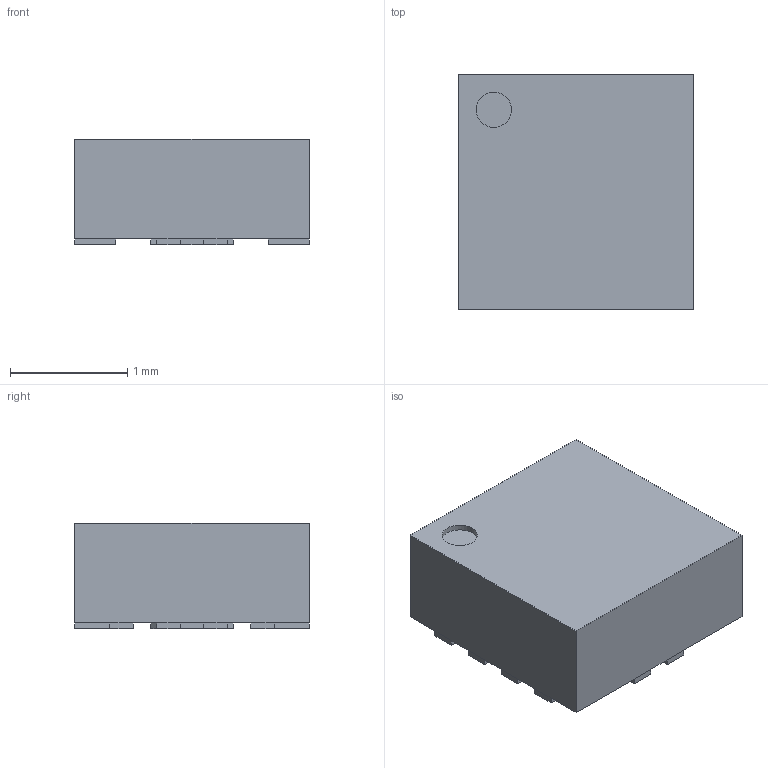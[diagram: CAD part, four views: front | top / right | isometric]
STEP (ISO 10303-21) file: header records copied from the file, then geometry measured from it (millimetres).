
FILE_DESCRIPTION(('FreeCAD Model'),'2;1');
FILE_NAME('QFN40P200X200-13.step', '2019-10-31T10:00:16',('Author'),(''), 'Open CASCADE STEP processor 7.3','FreeCAD','Unknown');
FILE_SCHEMA(('AUTOMOTIVE_DESIGN { 1 0 10303 214 1 1 1 1 }'));
Length unit declared in the file: millimetre
Products named in the file (1): Pad001
Bounding box: 2 x 2 x 0.9 mm (x, y, z)
Volume: 3.5 mm3; surface area: 15.6 mm2
Topology: 1 solids, 1 shells, 74 faces, 186 edges, 116 vertices
Faces by surface type: plane 73, cylinder 1
Full cylindrical faces by diameter (mm): 0.3 x1
Entity records: 5094 total; most frequent: CARTESIAN_POINT 755, DIRECTION 709, LINE 554, VECTOR 554, ORIENTED_EDGE 372, PCURVE 372, DEFINITIONAL_REPRESENTATION 372, EDGE_CURVE 186
